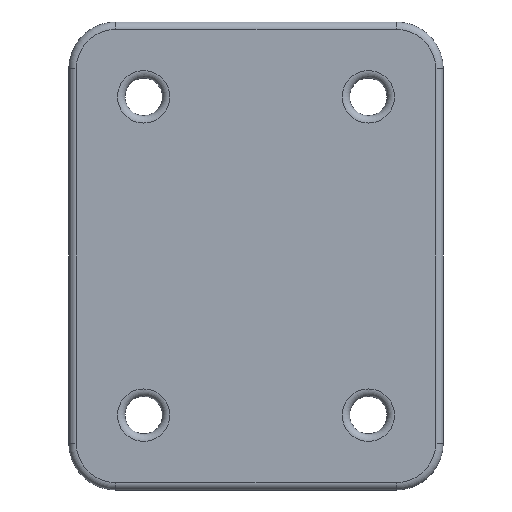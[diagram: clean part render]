
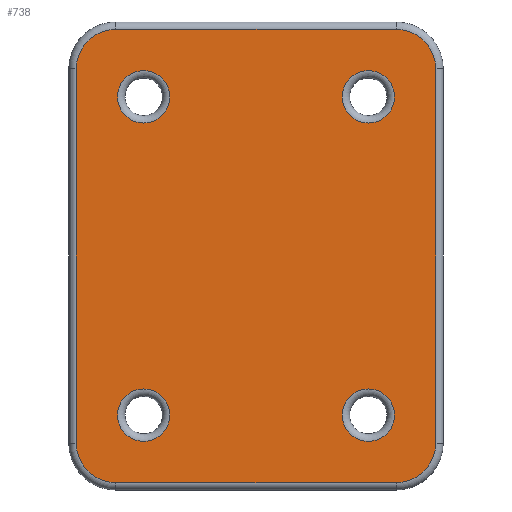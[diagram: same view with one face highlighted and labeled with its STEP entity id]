
A CAD part, front view. The second image highlights one B-rep face of the part: STEP entity #738.
In plain terms, the highlighted planar face has unit normal (0, -1, 0).
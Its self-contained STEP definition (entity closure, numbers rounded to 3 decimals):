
#35=FACE_BOUND('',#161,.T.);
#36=FACE_BOUND('',#162,.T.);
#37=FACE_BOUND('',#163,.T.);
#38=FACE_BOUND('',#164,.T.);
#43=LINE('',#1233,#75);
#44=LINE('',#1237,#76);
#45=LINE('',#1241,#77);
#46=LINE('',#1245,#78);
#75=VECTOR('',#941,10.);
#76=VECTOR('',#944,10.);
#77=VECTOR('',#947,10.);
#78=VECTOR('',#950,10.);
#107=PLANE('',#802);
#114=FACE_OUTER_BOUND('',#160,.T.);
#160=EDGE_LOOP('',(#490,#491,#492,#493,#494,#495,#496,#497));
#161=EDGE_LOOP('',(#498));
#162=EDGE_LOOP('',(#499));
#163=EDGE_LOOP('',(#500));
#164=EDGE_LOOP('',(#501));
#215=CIRCLE('',#800,2.8);
#217=CIRCLE('',#803,4.2);
#218=CIRCLE('',#804,4.2);
#219=CIRCLE('',#805,4.2);
#220=CIRCLE('',#806,4.2);
#221=CIRCLE('',#807,2.8);
#222=CIRCLE('',#808,2.8);
#223=CIRCLE('',#809,2.8);
#299=VERTEX_POINT('',#1226);
#300=VERTEX_POINT('',#1231);
#301=VERTEX_POINT('',#1232);
#302=VERTEX_POINT('',#1234);
#303=VERTEX_POINT('',#1236);
#304=VERTEX_POINT('',#1238);
#305=VERTEX_POINT('',#1240);
#306=VERTEX_POINT('',#1242);
#307=VERTEX_POINT('',#1244);
#308=VERTEX_POINT('',#1247);
#309=VERTEX_POINT('',#1249);
#310=VERTEX_POINT('',#1251);
#371=EDGE_CURVE('',#299,#299,#215,.T.);
#373=EDGE_CURVE('',#300,#301,#43,.T.);
#374=EDGE_CURVE('',#302,#300,#217,.T.);
#375=EDGE_CURVE('',#303,#302,#44,.T.);
#376=EDGE_CURVE('',#304,#303,#218,.T.);
#377=EDGE_CURVE('',#305,#304,#45,.T.);
#378=EDGE_CURVE('',#306,#305,#219,.T.);
#379=EDGE_CURVE('',#307,#306,#46,.T.);
#380=EDGE_CURVE('',#301,#307,#220,.T.);
#381=EDGE_CURVE('',#308,#308,#221,.T.);
#382=EDGE_CURVE('',#309,#309,#222,.T.);
#383=EDGE_CURVE('',#310,#310,#223,.T.);
#490=ORIENTED_EDGE('',*,*,#373,.F.);
#491=ORIENTED_EDGE('',*,*,#374,.F.);
#492=ORIENTED_EDGE('',*,*,#375,.F.);
#493=ORIENTED_EDGE('',*,*,#376,.F.);
#494=ORIENTED_EDGE('',*,*,#377,.F.);
#495=ORIENTED_EDGE('',*,*,#378,.F.);
#496=ORIENTED_EDGE('',*,*,#379,.F.);
#497=ORIENTED_EDGE('',*,*,#380,.F.);
#498=ORIENTED_EDGE('',*,*,#381,.F.);
#499=ORIENTED_EDGE('',*,*,#382,.F.);
#500=ORIENTED_EDGE('',*,*,#383,.F.);
#501=ORIENTED_EDGE('',*,*,#371,.F.);
#738=ADVANCED_FACE('',(#114,#35,#36,#37,#38),#107,.F.);
#800=AXIS2_PLACEMENT_3D('',#1228,#935,#936);
#802=AXIS2_PLACEMENT_3D('',#1230,#939,#940);
#803=AXIS2_PLACEMENT_3D('',#1235,#942,#943);
#804=AXIS2_PLACEMENT_3D('',#1239,#945,#946);
#805=AXIS2_PLACEMENT_3D('',#1243,#948,#949);
#806=AXIS2_PLACEMENT_3D('',#1246,#951,#952);
#807=AXIS2_PLACEMENT_3D('',#1248,#953,#954);
#808=AXIS2_PLACEMENT_3D('',#1250,#955,#956);
#809=AXIS2_PLACEMENT_3D('',#1252,#957,#958);
#935=DIRECTION('center_axis',(0.,-1.,0.));
#936=DIRECTION('ref_axis',(1.,0.,0.));
#939=DIRECTION('center_axis',(0.,1.,0.));
#940=DIRECTION('ref_axis',(1.,0.,0.));
#941=DIRECTION('',(0.,0.,-1.));
#942=DIRECTION('center_axis',(0.,1.,0.));
#943=DIRECTION('ref_axis',(0.707,0.,0.707));
#944=DIRECTION('',(1.,0.,0.));
#945=DIRECTION('center_axis',(0.,1.,0.));
#946=DIRECTION('ref_axis',(-0.707,0.,0.707));
#947=DIRECTION('',(0.,0.,1.));
#948=DIRECTION('center_axis',(0.,1.,0.));
#949=DIRECTION('ref_axis',(-0.707,0.,-0.707));
#950=DIRECTION('',(-1.,0.,0.));
#951=DIRECTION('center_axis',(0.,1.,0.));
#952=DIRECTION('ref_axis',(0.707,0.,-0.707));
#953=DIRECTION('center_axis',(0.,-1.,0.));
#954=DIRECTION('ref_axis',(1.,0.,0.));
#955=DIRECTION('center_axis',(0.,-1.,0.));
#956=DIRECTION('ref_axis',(1.,0.,0.));
#957=DIRECTION('center_axis',(0.,-1.,0.));
#958=DIRECTION('ref_axis',(1.,0.,0.));
#1226=CARTESIAN_POINT('',(32.,0.,10.8));
#1228=CARTESIAN_POINT('Origin',(32.,0.,8.));
#1230=CARTESIAN_POINT('Origin',(20.,0.,25.));
#1231=CARTESIAN_POINT('',(39.2,0.,45.));
#1232=CARTESIAN_POINT('',(39.2,0.,5.));
#1233=CARTESIAN_POINT('',(39.2,0.,35.));
#1234=CARTESIAN_POINT('',(35.,0.,49.2));
#1235=CARTESIAN_POINT('Origin',(35.,0.,45.));
#1236=CARTESIAN_POINT('',(5.,0.,49.2));
#1237=CARTESIAN_POINT('',(12.5,0.,49.2));
#1238=CARTESIAN_POINT('',(0.8,0.,45.));
#1239=CARTESIAN_POINT('Origin',(5.,0.,45.));
#1240=CARTESIAN_POINT('',(0.8,0.,5.));
#1241=CARTESIAN_POINT('',(0.8,0.,15.));
#1242=CARTESIAN_POINT('',(5.,0.,0.8));
#1243=CARTESIAN_POINT('Origin',(5.,0.,5.));
#1244=CARTESIAN_POINT('',(35.,0.,0.8));
#1245=CARTESIAN_POINT('',(27.5,0.,0.8));
#1246=CARTESIAN_POINT('Origin',(35.,0.,5.));
#1247=CARTESIAN_POINT('',(32.,0.,44.8));
#1248=CARTESIAN_POINT('Origin',(32.,0.,42.));
#1249=CARTESIAN_POINT('',(8.,0.,44.8));
#1250=CARTESIAN_POINT('Origin',(8.,0.,42.));
#1251=CARTESIAN_POINT('',(8.,0.,10.8));
#1252=CARTESIAN_POINT('Origin',(8.,0.,8.));
